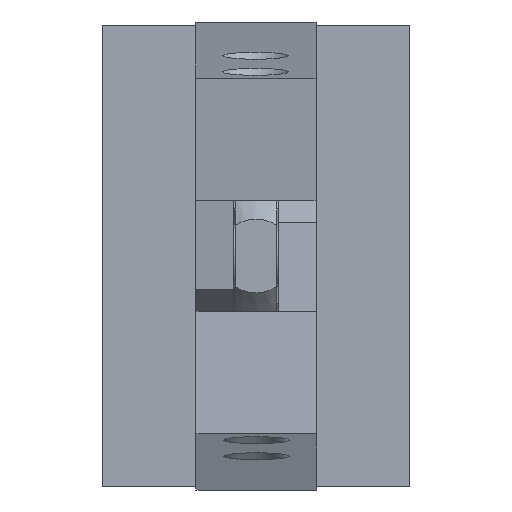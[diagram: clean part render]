
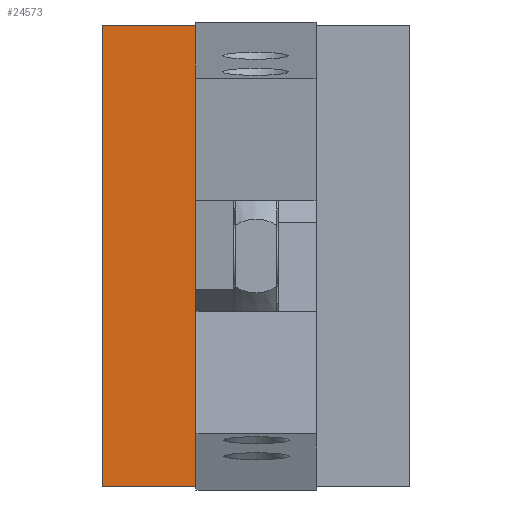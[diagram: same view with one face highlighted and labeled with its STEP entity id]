
A CAD part, front view. The second image highlights one B-rep face of the part: STEP entity #24573.
In plain terms, the highlighted planar face has unit normal (0, -1, 0).
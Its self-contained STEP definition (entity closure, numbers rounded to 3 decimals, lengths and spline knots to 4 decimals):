
#1033=PLANE($,#25336);
#2363=FACE_OUTER_BOUND($,#3918,.T.);
#3918=EDGE_LOOP($,(#22330,#22331,#22332,#22333,#22334,#22335));
#4649=LINE($,#32753,#6474);
#5697=LINE($,#48575,#7522);
#5745=LINE($,#48899,#7570);
#5746=LINE($,#48902,#7571);
#5768=LINE($,#49254,#7593);
#5777=LINE($,#49289,#7602);
#6474=VECTOR($,#26463,3.);
#7522=VECTOR($,#28065,1.1851);
#7570=VECTOR($,#28223,0.1127);
#7571=VECTOR($,#28226,1.7022);
#7593=VECTOR($,#28452,0.605);
#7602=VECTOR($,#28491,0.605);
#9825=VERTEX_POINT($,#32750);
#9826=VERTEX_POINT($,#32752);
#11414=VERTEX_POINT($,#48573);
#11415=VERTEX_POINT($,#48574);
#11468=VERTEX_POINT($,#48897);
#11469=VERTEX_POINT($,#48901);
#12543=EDGE_CURVE($,#9825,#9826,#4649,.T.);
#14938=EDGE_CURVE($,#11414,#11415,#5697,.T.);
#15012=EDGE_CURVE($,#11415,#11468,#5745,.T.);
#15013=EDGE_CURVE($,#11469,#11414,#5746,.T.);
#15101=EDGE_CURVE($,#9826,#11468,#5768,.T.);
#15118=EDGE_CURVE($,#11469,#9825,#5777,.T.);
#22330=ORIENTED_EDGE($,*,*,#15013,.T.);
#22331=ORIENTED_EDGE($,*,*,#14938,.T.);
#22332=ORIENTED_EDGE($,*,*,#15012,.T.);
#22333=ORIENTED_EDGE($,*,*,#15101,.F.);
#22334=ORIENTED_EDGE($,*,*,#12543,.F.);
#22335=ORIENTED_EDGE($,*,*,#15118,.F.);
#24573=ADVANCED_FACE($,(#2363),#1033,.F.);
#25336=AXIS2_PLACEMENT_3D($,#49419,#28642,#28643);
#26463=DIRECTION($,(0.,0.,1.));
#28065=DIRECTION($,(0.,0.,1.));
#28223=DIRECTION($,(0.,0.,1.));
#28226=DIRECTION($,(0.,0.,1.));
#28452=DIRECTION($,(1.,0.,0.));
#28491=DIRECTION($,(-1.,0.,0.));
#28642=DIRECTION('center_axis',(0.,1.,0.));
#28643=DIRECTION('ref_axis',(0.,0.,1.));
#32750=CARTESIAN_POINT('',(-1.,-2.85,-1.5));
#32752=CARTESIAN_POINT('',(-1.,-2.85,1.5));
#32753=CARTESIAN_POINT($,(-1.,-2.85,-1.5));
#48573=CARTESIAN_POINT('',(-0.395,-2.85,0.2022));
#48574=CARTESIAN_POINT('',(-0.395,-2.85,1.3873));
#48575=CARTESIAN_POINT($,(-0.395,-2.85,0.2022));
#48897=CARTESIAN_POINT('',(-0.395,-2.85,1.5));
#48899=CARTESIAN_POINT($,(-0.395,-2.85,1.3873));
#48901=CARTESIAN_POINT('',(-0.395,-2.85,-1.5));
#48902=CARTESIAN_POINT($,(-0.395,-2.85,-1.5));
#49254=CARTESIAN_POINT($,(-1.,-2.85,1.5));
#49289=CARTESIAN_POINT($,(-0.395,-2.85,-1.5));
#49419=CARTESIAN_POINT('Origin',(0.,-2.85,0.));
